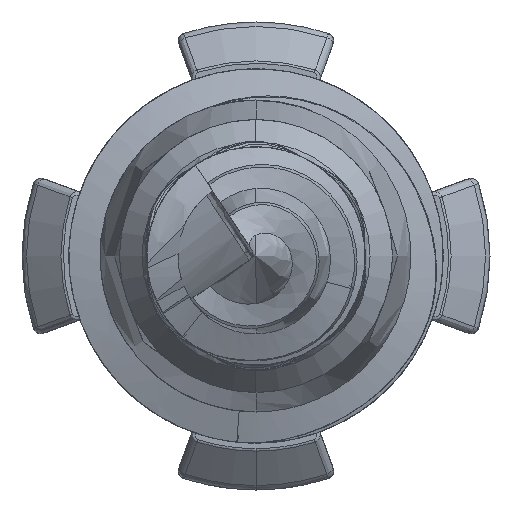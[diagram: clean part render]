
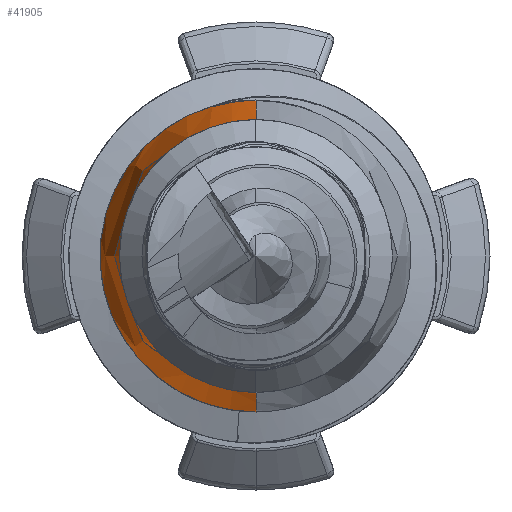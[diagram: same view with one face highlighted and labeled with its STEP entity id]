
A CAD part, left-side view. The second image highlights one B-rep face of the part: STEP entity #41905.
In plain terms, the highlighted free-form (B-spline) face has degree [3, 3] with [4, 4] control points.
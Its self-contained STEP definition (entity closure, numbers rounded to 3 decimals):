
#324 = CARTESIAN_POINT ( 'NONE',  ( 65.794, 1.111, 3.835 ) ) ;
#786 = EDGE_LOOP ( 'NONE', ( #26122, #6820, #27980, #38264, #6025, #44307 ) ) ;
#1710 = VERTEX_POINT ( 'NONE', #23632 ) ;
#2781 = CARTESIAN_POINT ( 'NONE',  ( 65.903, 0., -4. ) ) ;
#2912 = VERTEX_POINT ( 'NONE', #26188 ) ;
#3281 = CARTESIAN_POINT ( 'NONE',  ( 63.912, 0., -3.5 ) ) ;
#3619 = CARTESIAN_POINT ( 'NONE',  ( 65.83, 1.107, 3.84 ) ) ;
#3787 = CARTESIAN_POINT ( 'NONE',  ( 65.775, 1.118, 3.83 ) ) ;
#3952 = CARTESIAN_POINT ( 'NONE',  ( 65.859, 1.114, 3.84 ) ) ;
#4110 = CARTESIAN_POINT ( 'NONE',  ( 65.82, 1.108, 3.839 ) ) ;
#5963 = CARTESIAN_POINT ( 'NONE',  ( 65.903, 8., 4. ) ) ;
#6025 = ORIENTED_EDGE ( 'NONE', *, *, #18513, .F. ) ;
#6820 = ORIENTED_EDGE ( 'NONE', *, *, #12787, .F. ) ;
#6970 = CARTESIAN_POINT ( 'NONE',  ( 63.912, 7., -3.5 ) ) ;
#7058 = AXIS2_PLACEMENT_3D ( 'NONE', #34796, #24021, #39069 ) ;
#7112 = CARTESIAN_POINT ( 'NONE',  ( 65.886, 1.131, 3.837 ) ) ;
#7170 = CARTESIAN_POINT ( 'NONE',  ( 63.494, 0., 3.5 ) ) ;
#7938 = B_SPLINE_CURVE_WITH_KNOTS ( 'NONE', 3,
 ( #47907, #10649, #37402, #33585 ),
 .UNSPECIFIED., .F., .F.,
 ( 4, 4 ),
 ( 0., 0.001 ),
 .UNSPECIFIED. ) ;
#9776 = CARTESIAN_POINT ( 'NONE',  ( 65.903, 8., -4. ) ) ;
#10321 = B_SPLINE_CURVE_WITH_KNOTS ( 'NONE', 3,
 ( #33345, #44391, #7112, #37328, #22915, #3952, #26556, #15176, #3619, #4110, #41604, #324, #22442, #3787, #45711, #30506 ),
 .UNSPECIFIED., .F., .F.,
 ( 4, 3, 3, 3, 3, 4 ),
 ( 0., 0., 0., 0., 0., 0. ),
 .UNSPECIFIED. ) ;
#10649 = CARTESIAN_POINT ( 'NONE',  ( 65.757, 0.757, 3.934 ) ) ;
#10766 = CARTESIAN_POINT ( 'NONE',  ( 63.912, 7., 3.5 ) ) ;
#10789 = EDGE_CURVE ( 'NONE', #33915, #1710, #7938, .T. ) ;
#11173 = AXIS2_PLACEMENT_3D ( 'NONE', #32112, #47464, #20570 ) ;
#12787 = EDGE_CURVE ( 'NONE', #20147, #28745, #26493, .T. ) ;
#13545 = CARTESIAN_POINT ( 'NONE',  ( 65.493, 0., 4. ) ) ;
#14213 = CARTESIAN_POINT ( 'NONE',  ( 63.912, 0., -3.5 ) ) ;
#14383 = CARTESIAN_POINT ( 'NONE',  ( 65.493, 8., 4. ) ) ;
#15176 = CARTESIAN_POINT ( 'NONE',  ( 65.84, 1.108, 3.84 ) ) ;
#18513 = EDGE_CURVE ( 'NONE', #2912, #33915, #10321, .T. ) ;
#20147 = VERTEX_POINT ( 'NONE', #25019 ) ;
#20444 = B_SPLINE_CURVE_WITH_KNOTS ( 'NONE', 3,
 ( #42040, #3281, #36974, #2781 ),
 .UNSPECIFIED., .F., .F.,
 ( 4, 4 ),
 ( 0., 1. ),
 .UNSPECIFIED. ) ;
#20570 = DIRECTION ( 'NONE',  ( 0., -1., 0. ) ) ;
#20646 = CARTESIAN_POINT ( 'NONE',  ( 65.903, 0., 4. ) ) ;
#20915 =( BOUNDED_SURFACE ( )  B_SPLINE_SURFACE ( 3, 3, ( 
 ( #20646, #5963, #9776, #36165 ),
 ( #13545, #14383, #25254, #40815 ),
 ( #48360, #10766, #6970, #14213 ),
 ( #40468, #37183, #29399, #21800 ) ),
 .UNSPECIFIED., .F., .F., .T. ) 
 B_SPLINE_SURFACE_WITH_KNOTS ( ( 4, 4 ),
 ( 4, 4 ),
 ( 0., 1. ),
 ( 0., 1. ),
 .UNSPECIFIED. ) 
 GEOMETRIC_REPRESENTATION_ITEM ( )  RATIONAL_B_SPLINE_SURFACE ( (
 ( 1., 0.333, 0.333, 1.),
 ( 1., 0.333, 0.333, 1.),
 ( 1., 0.333, 0.333, 1.),
 ( 1., 0.333, 0.333, 1.) ) ) 
 REPRESENTATION_ITEM ( '' )  SURFACE ( )  );
#21800 = CARTESIAN_POINT ( 'NONE',  ( 63.494, 0., -3.5 ) ) ;
#22442 = CARTESIAN_POINT ( 'NONE',  ( 65.782, 1.115, 3.832 ) ) ;
#22813 = CARTESIAN_POINT ( 'NONE',  ( 65.19, 0., 3.906 ) ) ;
#22915 = CARTESIAN_POINT ( 'NONE',  ( 65.868, 1.118, 3.839 ) ) ;
#23632 = CARTESIAN_POINT ( 'NONE',  ( 65.749, 0., 3.986 ) ) ;
#24021 = DIRECTION ( 'NONE',  ( 1., 0., 0. ) ) ;
#25019 = CARTESIAN_POINT ( 'NONE',  ( 63.494, 0., 3.5 ) ) ;
#25254 = CARTESIAN_POINT ( 'NONE',  ( 65.493, 8., -4. ) ) ;
#26122 = ORIENTED_EDGE ( 'NONE', *, *, #29559, .F. ) ;
#26188 = CARTESIAN_POINT ( 'NONE',  ( 65.903, 1.149, 3.831 ) ) ;
#26452 = CARTESIAN_POINT ( 'NONE',  ( 65.749, 0., 3.986 ) ) ;
#26493 = CIRCLE ( 'NONE', #11173, 3.5 ) ;
#26556 = CARTESIAN_POINT ( 'NONE',  ( 65.849, 1.111, 3.84 ) ) ;
#27279 = CIRCLE ( 'NONE', #7058, 4. ) ;
#27980 = ORIENTED_EDGE ( 'NONE', *, *, #38041, .F. ) ;
#28745 = VERTEX_POINT ( 'NONE', #42999 ) ;
#29380 = B_SPLINE_CURVE_WITH_KNOTS ( 'NONE', 3,
 ( #26452, #22813, #34200, #7170 ),
 .UNSPECIFIED., .F., .F.,
 ( 4, 4 ),
 ( 0.099, 1. ),
 .UNSPECIFIED. ) ;
#29399 = CARTESIAN_POINT ( 'NONE',  ( 63.494, 7., -3.5 ) ) ;
#29559 = EDGE_CURVE ( 'NONE', #28745, #32661, #20444, .T. ) ;
#30506 = CARTESIAN_POINT ( 'NONE',  ( 65.762, 1.123, 3.827 ) ) ;
#32112 = CARTESIAN_POINT ( 'NONE',  ( 63.494, 0., 0. ) ) ;
#32424 = FACE_OUTER_BOUND ( 'NONE', #786, .T. ) ;
#32661 = VERTEX_POINT ( 'NONE', #47233 ) ;
#33345 = CARTESIAN_POINT ( 'NONE',  ( 65.903, 1.149, 3.831 ) ) ;
#33585 = CARTESIAN_POINT ( 'NONE',  ( 65.749, 0., 3.986 ) ) ;
#33915 = VERTEX_POINT ( 'NONE', #35879 ) ;
#34200 = CARTESIAN_POINT ( 'NONE',  ( 63.87, 0., 3.5 ) ) ;
#34353 = EDGE_CURVE ( 'NONE', #32661, #2912, #27279, .T. ) ;
#34796 = CARTESIAN_POINT ( 'NONE',  ( 65.903, 0., 0. ) ) ;
#35879 = CARTESIAN_POINT ( 'NONE',  ( 65.762, 1.123, 3.827 ) ) ;
#36165 = CARTESIAN_POINT ( 'NONE',  ( 65.903, 0., -4. ) ) ;
#36974 = CARTESIAN_POINT ( 'NONE',  ( 65.493, 0., -4. ) ) ;
#37183 = CARTESIAN_POINT ( 'NONE',  ( 63.494, 7., 3.5 ) ) ;
#37328 = CARTESIAN_POINT ( 'NONE',  ( 65.876, 1.123, 3.838 ) ) ;
#37402 = CARTESIAN_POINT ( 'NONE',  ( 65.753, 0.382, 3.987 ) ) ;
#38041 = EDGE_CURVE ( 'NONE', #1710, #20147, #29380, .T. ) ;
#38264 = ORIENTED_EDGE ( 'NONE', *, *, #10789, .F. ) ;
#39069 = DIRECTION ( 'NONE',  ( 0., 0., 1. ) ) ;
#40468 = CARTESIAN_POINT ( 'NONE',  ( 63.494, 0., 3.5 ) ) ;
#40815 = CARTESIAN_POINT ( 'NONE',  ( 65.493, 0., -4. ) ) ;
#41604 = CARTESIAN_POINT ( 'NONE',  ( 65.807, 1.108, 3.837 ) ) ;
#41905 = ADVANCED_FACE ( 'NONE', ( #32424 ), #20915, .F. ) ;
#42040 = CARTESIAN_POINT ( 'NONE',  ( 63.494, 0., -3.5 ) ) ;
#42999 = CARTESIAN_POINT ( 'NONE',  ( 63.494, 0., -3.5 ) ) ;
#44307 = ORIENTED_EDGE ( 'NONE', *, *, #34353, .F. ) ;
#44391 = CARTESIAN_POINT ( 'NONE',  ( 65.895, 1.14, 3.834 ) ) ;
#45711 = CARTESIAN_POINT ( 'NONE',  ( 65.768, 1.12, 3.828 ) ) ;
#47233 = CARTESIAN_POINT ( 'NONE',  ( 65.903, 0., -4. ) ) ;
#47464 = DIRECTION ( 'NONE',  ( -1., 0., 0. ) ) ;
#47907 = CARTESIAN_POINT ( 'NONE',  ( 65.762, 1.123, 3.827 ) ) ;
#48360 = CARTESIAN_POINT ( 'NONE',  ( 63.912, 0., 3.5 ) ) ;
